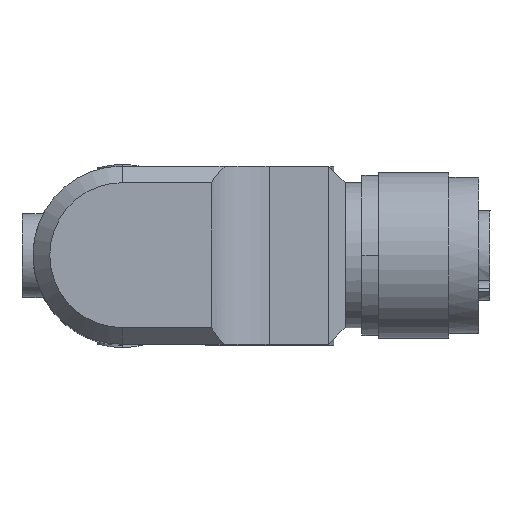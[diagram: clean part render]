
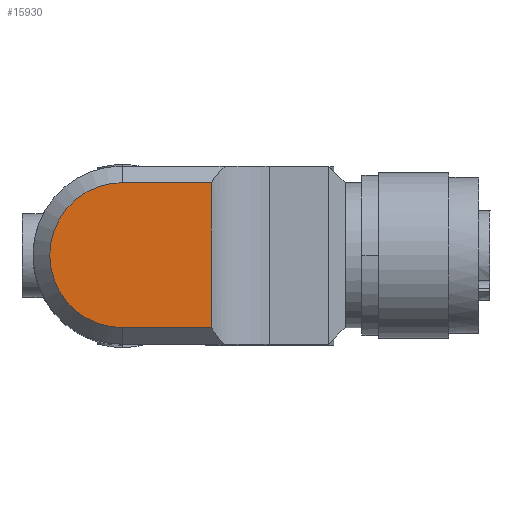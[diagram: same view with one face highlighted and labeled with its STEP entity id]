
A CAD part, top view. The second image highlights one B-rep face of the part: STEP entity #15930.
In plain terms, the highlighted planar face has unit normal (0, 0, 1).
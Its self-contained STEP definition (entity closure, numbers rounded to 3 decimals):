
#15530=CARTESIAN_POINT('',(8.,-6.5,50.));
#15540=DIRECTION('',(-0.,0.,-1.));
#15550=DIRECTION('',(0.,-1.,0.));
#15560=AXIS2_PLACEMENT_3D('',#15530,#15540,#15550);
#15570=PLANE('',#15560);
#15580=CARTESIAN_POINT('',(8.,8.,50.));
#15590=DIRECTION('',(-1.,0.,0.));
#15600=VECTOR('',#15590,1.);
#15610=LINE('',#15580,#15600);
#15620=CARTESIAN_POINT('',(6.5,8.,50.));
#15630=VERTEX_POINT('',#15620);
#15640=CARTESIAN_POINT('',(-6.5,8.,50.));
#15650=VERTEX_POINT('',#15640);
#15660=EDGE_CURVE('',#15630,#15650,#15610,.T.);
#15670=ORIENTED_EDGE('',*,*,#15660,.T.);
#15680=CARTESIAN_POINT('',(6.5,0.,50.));
#15690=DIRECTION('',(0.,-1.,0.));
#15700=VECTOR('',#15690,1.);
#15710=LINE('',#15680,#15700);
#15720=CARTESIAN_POINT('',(6.5,0.,50.));
#15730=VERTEX_POINT('',#15720);
#15740=EDGE_CURVE('',#15630,#15730,#15710,.T.);
#15750=ORIENTED_EDGE('',*,*,#15740,.F.);
#15760=CARTESIAN_POINT('',(0.,0.,50.));
#15770=DIRECTION('',(0.,0.,-1.));
#15780=DIRECTION('',(-1.,0.,0.));
#15790=AXIS2_PLACEMENT_3D('',#15760,#15770,#15780);
#15800=CIRCLE('',#15790,6.5);
#15810=CARTESIAN_POINT('',(-6.5,0.,50.));
#15820=VERTEX_POINT('',#15810);
#15830=EDGE_CURVE('',#15730,#15820,#15800,.T.);
#15840=ORIENTED_EDGE('',*,*,#15830,.F.);
#15850=CARTESIAN_POINT('',(-6.5,0.,50.));
#15860=DIRECTION('',(0.,1.,0.));
#15870=VECTOR('',#15860,1.);
#15880=LINE('',#15850,#15870);
#15890=EDGE_CURVE('',#15820,#15650,#15880,.T.);
#15900=ORIENTED_EDGE('',*,*,#15890,.F.);
#15910=EDGE_LOOP('',(#15900,#15840,#15750,#15670));
#15920=FACE_OUTER_BOUND('',#15910,.T.);
#15930=ADVANCED_FACE('',(#15920),#15570,.F.);
